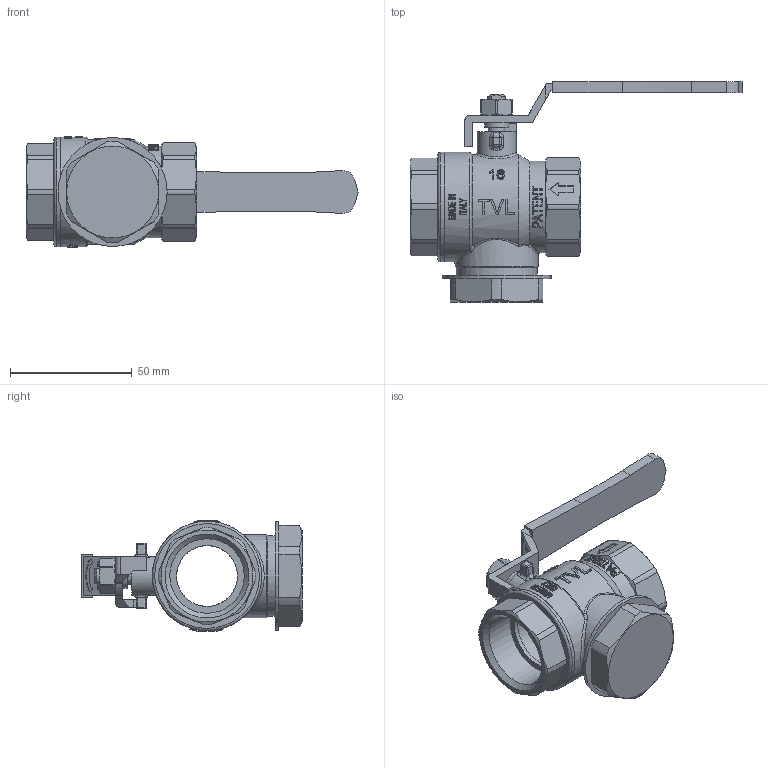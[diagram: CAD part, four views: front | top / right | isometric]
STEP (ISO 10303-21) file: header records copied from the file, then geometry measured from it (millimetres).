
FILE_DESCRIPTION(/* description */ ('VALVOLA A SFERA CON FILTRO ART.140 DA 1" - LEVA NERA'),/* implementation_level */ '2;1');
FILE_NAME(/* name */ '190G00.stp',/* time_stamp */ '2020-07-22T13:59:44+02:00',/* author */ ('collas'),/* organization */ (''),/* preprocessor_version */ 'ST-DEVELOPER v17.2',/* originating_system */ 'Autodesk Inventor 2019',/* authorisation */ '');
FILE_SCHEMA (('AUTOMOTIVE_DESIGN { 1 0 10303 214 3 1 1 }'));
Length unit declared in the file: millimetre
Products named in the file (7): 014010N; CL30014010; AS33000909A; ML30114010; TA32714010 ; LE32500306N; DA32400204
Assembly tree (6 placements, depth 2):
  014010N
    CL30014010
    AS33000909A
    ML30114010
    TA32714010 
    LE32500306N
    DA32400204
Bounding box: 136.43 x 90.75 x 46 mm (x, y, z)
Volume: 84153.7 mm3; surface area: 36696.9 mm2
Topology: 6 solids, 6 shells, 742 faces, 1965 edges, 1301 vertices
Faces by surface type: plane 346, bspline 224, cylinder 128, cone 34, sphere 8, torus 2
Full cylindrical faces by diameter (mm): 4 x1, 6.85 x1, 7.5 x1, 9.95 x2, 12 x1, 16 x1, 21.4 x1, 21.7 x1, 25 x2, 30.4 x2, 30.6 x1, 33.2 x1, 34.2 x1, 37.8 x1, 40.8 x1, 44.8 x1, 45 x2
Entity records: 28568 total; most frequent: CARTESIAN_POINT 10497, ORIENTED_EDGE 3928, DIRECTION 3033, EDGE_CURVE 1964, VERTEX_POINT 1301, AXIS2_PLACEMENT_3D 1033, LINE 967, VECTOR 967
